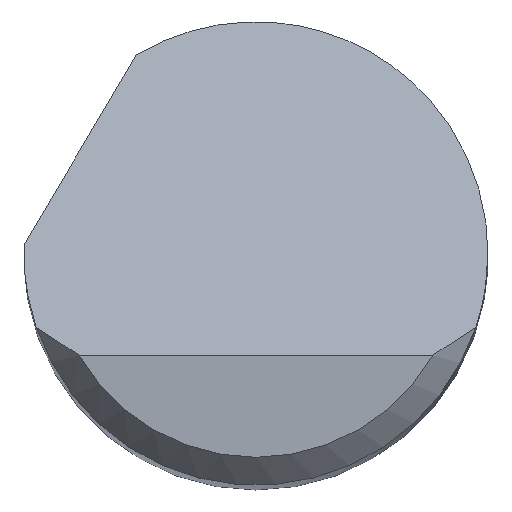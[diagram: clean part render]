
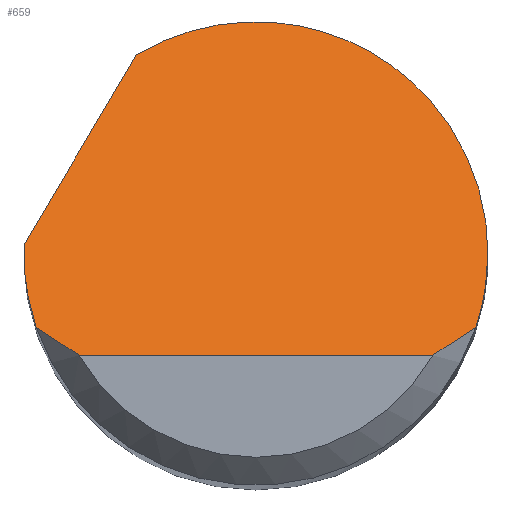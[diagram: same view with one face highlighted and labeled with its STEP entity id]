
A CAD part, top view. The second image highlights one B-rep face of the part: STEP entity #659.
In plain terms, the highlighted planar face has unit normal (0, 0.707, 0.707).
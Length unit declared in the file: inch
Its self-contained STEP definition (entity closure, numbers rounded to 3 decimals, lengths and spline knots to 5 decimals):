
#11 = CARTESIAN_POINT ( 'NONE',  ( -0.1249, 0.005, 2.44 ) ) ;
#35 = EDGE_CURVE ( 'NONE', #644, #636, #273, .T. ) ;
#37 = LINE ( 'NONE', #435, #558 ) ;
#50 = CARTESIAN_POINT ( 'NONE',  ( 0.09526, -0.055, 2.5 ) ) ;
#81 =( BOUNDED_CURVE ( )  B_SPLINE_CURVE ( 3, ( #782, #363, #241, #591 ),
 .UNSPECIFIED., .F., .T. ) 
 B_SPLINE_CURVE_WITH_KNOTS ( ( 4, 4 ),
 ( 5.74227, 7.85398 ),
 .UNSPECIFIED. ) 
 CURVE ( )  GEOMETRIC_REPRESENTATION_ITEM ( )  RATIONAL_B_SPLINE_CURVE ( ( 1., 0.662, 0.662, 1. ) ) 
 REPRESENTATION_ITEM ( '' )  );
#91 = ORIENTED_EDGE ( 'NONE', *, *, #269, .F. ) ;
#109 = DIRECTION ( 'NONE',  ( 0.386, 0.652, -0.652 ) ) ;
#129 = CARTESIAN_POINT ( 'NONE',  ( -0.11843, -0.04, 2.485 ) ) ;
#133 = EDGE_CURVE ( 'NONE', #530, #413, #818, .T. ) ;
#156 = FACE_OUTER_BOUND ( 'NONE', #219, .T. ) ;
#185 = CARTESIAN_POINT ( 'NONE',  ( -0.125, -0.01363, 2.45863 ) ) ;
#190 = CARTESIAN_POINT ( 'NONE',  ( 0.125, 0., 2.445 ) ) ;
#193 = CARTESIAN_POINT ( 'NONE',  ( -0.125, 0.00167, 2.44333 ) ) ;
#194 = VERTEX_POINT ( 'NONE', #11 ) ;
#196 = CARTESIAN_POINT ( 'NONE',  ( 0.12279, -0.02708, 2.47208 ) ) ;
#212 = CARTESIAN_POINT ( 'NONE',  ( -0.09526, -0.055, 2.5 ) ) ;
#219 = EDGE_LOOP ( 'NONE', ( #298, #779, #737, #568, #230, #251, #91, #707 ) ) ;
#230 = ORIENTED_EDGE ( 'NONE', *, *, #442, .F. ) ;
#241 = CARTESIAN_POINT ( 'NONE',  ( 0.125, 0.10961, 2.33539 ) ) ;
#244 = CARTESIAN_POINT ( 'NONE',  ( 0.125, 0., 2.445 ) ) ;
#251 = ORIENTED_EDGE ( 'NONE', *, *, #553, .F. ) ;
#269 = EDGE_CURVE ( 'NONE', #644, #703, #305, .T. ) ;
#273 = B_SPLINE_CURVE_WITH_KNOTS ( 'NONE', 3,
 ( #673, #613, #540, #212 ),
 .UNSPECIFIED., .F., .F.,
 ( 4, 4 ),
 ( 0., 0.0008 ),
 .UNSPECIFIED. ) ;
#298 = ORIENTED_EDGE ( 'NONE', *, *, #433, .T. ) ;
#305 =( BOUNDED_CURVE ( )  B_SPLINE_CURVE ( 3, ( #783, #338, #185, #445 ),
 .UNSPECIFIED., .F., .T. ) 
 B_SPLINE_CURVE_WITH_KNOTS ( ( 4, 4 ),
 ( 4.38666, 4.71239 ),
 .UNSPECIFIED. ) 
 CURVE ( )  GEOMETRIC_REPRESENTATION_ITEM ( )  RATIONAL_B_SPLINE_CURVE ( ( 1., 0.991, 0.991, 1. ) ) 
 REPRESENTATION_ITEM ( '' )  );
#309 = PLANE ( 'NONE',  #606 ) ;
#330 = CARTESIAN_POINT ( 'NONE',  ( -0.125, -0.055, 2.5 ) ) ;
#338 = CARTESIAN_POINT ( 'NONE',  ( -0.12279, -0.02708, 2.47208 ) ) ;
#361 =( BOUNDED_CURVE ( )  B_SPLINE_CURVE ( 3, ( #796, #193, #660, #400 ),
 .UNSPECIFIED., .F., .T. ) 
 B_SPLINE_CURVE_WITH_KNOTS ( ( 4, 4 ),
 ( 4.71239, 4.7524 ),
 .UNSPECIFIED. ) 
 CURVE ( )  GEOMETRIC_REPRESENTATION_ITEM ( )  RATIONAL_B_SPLINE_CURVE ( ( 1., 1., 1., 1. ) ) 
 REPRESENTATION_ITEM ( '' )  );
#363 = CARTESIAN_POINT ( 'NONE',  ( 0.0296, 0.1636, 2.2814 ) ) ;
#370 = CARTESIAN_POINT ( 'NONE',  ( 0., -0.055, 2.5 ) ) ;
#374 = CARTESIAN_POINT ( 'NONE',  ( -0.125, 0., 2.445 ) ) ;
#389 = CARTESIAN_POINT ( 'NONE',  ( -0.06437, 0.10715, 2.33785 ) ) ;
#391 = CARTESIAN_POINT ( 'NONE',  ( 0.11843, -0.04, 2.485 ) ) ;
#393 = VECTOR ( 'NONE', #645, 39.37008 ) ;
#400 = CARTESIAN_POINT ( 'NONE',  ( -0.1249, 0.005, 2.44 ) ) ;
#413 = VERTEX_POINT ( 'NONE', #567 ) ;
#430 = LINE ( 'NONE', #370, #393 ) ;
#433 = EDGE_CURVE ( 'NONE', #636, #671, #430, .T. ) ;
#435 = CARTESIAN_POINT ( 'NONE',  ( -0.15516, -0.04606, 2.49106 ) ) ;
#436 = CARTESIAN_POINT ( 'NONE',  ( 0.11843, -0.04, 2.485 ) ) ;
#442 = EDGE_CURVE ( 'NONE', #194, #588, #37, .T. ) ;
#445 = CARTESIAN_POINT ( 'NONE',  ( -0.125, 0., 2.445 ) ) ;
#456 = CARTESIAN_POINT ( 'NONE',  ( 0.10339, -0.05031, 2.49531 ) ) ;
#486 = CARTESIAN_POINT ( 'NONE',  ( -0.09526, -0.055, 2.5 ) ) ;
#522 = DIRECTION ( 'NONE',  ( 0., -0.707, -0.707 ) ) ;
#530 = VERTEX_POINT ( 'NONE', #244 ) ;
#540 = CARTESIAN_POINT ( 'NONE',  ( -0.10339, -0.05031, 2.49531 ) ) ;
#550 = B_SPLINE_CURVE_WITH_KNOTS ( 'NONE', 3,
 ( #844, #456, #663, #436 ),
 .UNSPECIFIED., .F., .F.,
 ( 4, 4 ),
 ( 0., 0.0008 ),
 .UNSPECIFIED. ) ;
#553 = EDGE_CURVE ( 'NONE', #703, #194, #361, .T. ) ;
#558 = VECTOR ( 'NONE', #109, 39.37008 ) ;
#567 = CARTESIAN_POINT ( 'NONE',  ( 0.11843, -0.04, 2.485 ) ) ;
#568 = ORIENTED_EDGE ( 'NONE', *, *, #802, .F. ) ;
#588 = VERTEX_POINT ( 'NONE', #389 ) ;
#591 = CARTESIAN_POINT ( 'NONE',  ( 0.125, 0., 2.445 ) ) ;
#606 = AXIS2_PLACEMENT_3D ( 'NONE', #330, #522, #852 ) ;
#613 = CARTESIAN_POINT ( 'NONE',  ( -0.11107, -0.04528, 2.49028 ) ) ;
#636 = VERTEX_POINT ( 'NONE', #486 ) ;
#644 = VERTEX_POINT ( 'NONE', #129 ) ;
#645 = DIRECTION ( 'NONE',  ( 1., 0., 0. ) ) ;
#659 = ADVANCED_FACE ( 'NONE', ( #156 ), #309, .F. ) ;
#660 = CARTESIAN_POINT ( 'NONE',  ( -0.12497, 0.00333, 2.44167 ) ) ;
#663 = CARTESIAN_POINT ( 'NONE',  ( 0.11107, -0.04528, 2.49028 ) ) ;
#671 = VERTEX_POINT ( 'NONE', #50 ) ;
#672 = CARTESIAN_POINT ( 'NONE',  ( 0.125, -0.01363, 2.45863 ) ) ;
#673 = CARTESIAN_POINT ( 'NONE',  ( -0.11843, -0.04, 2.485 ) ) ;
#703 = VERTEX_POINT ( 'NONE', #374 ) ;
#707 = ORIENTED_EDGE ( 'NONE', *, *, #35, .T. ) ;
#722 = EDGE_CURVE ( 'NONE', #671, #413, #550, .T. ) ;
#737 = ORIENTED_EDGE ( 'NONE', *, *, #133, .F. ) ;
#779 = ORIENTED_EDGE ( 'NONE', *, *, #722, .T. ) ;
#782 = CARTESIAN_POINT ( 'NONE',  ( -0.06437, 0.10715, 2.33785 ) ) ;
#783 = CARTESIAN_POINT ( 'NONE',  ( -0.11843, -0.04, 2.485 ) ) ;
#796 = CARTESIAN_POINT ( 'NONE',  ( -0.125, 0., 2.445 ) ) ;
#802 = EDGE_CURVE ( 'NONE', #588, #530, #81, .T. ) ;
#818 =( BOUNDED_CURVE ( )  B_SPLINE_CURVE ( 3, ( #190, #672, #196, #391 ),
 .UNSPECIFIED., .F., .T. ) 
 B_SPLINE_CURVE_WITH_KNOTS ( ( 4, 4 ),
 ( 1.5708, 1.89653 ),
 .UNSPECIFIED. ) 
 CURVE ( )  GEOMETRIC_REPRESENTATION_ITEM ( )  RATIONAL_B_SPLINE_CURVE ( ( 1., 0.991, 0.991, 1. ) ) 
 REPRESENTATION_ITEM ( '' )  );
#844 = CARTESIAN_POINT ( 'NONE',  ( 0.09526, -0.055, 2.5 ) ) ;
#852 = DIRECTION ( 'NONE',  ( 0., 0.707, -0.707 ) ) ;
